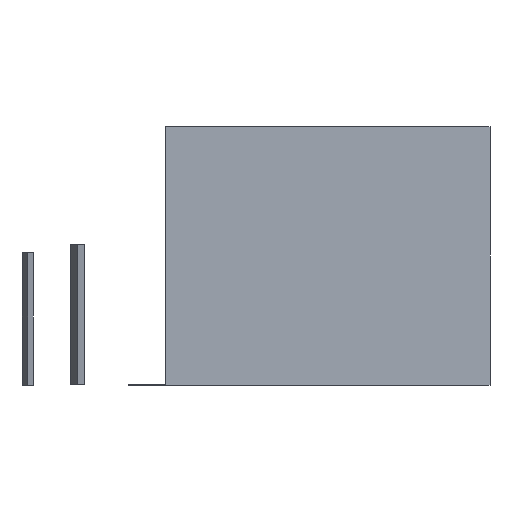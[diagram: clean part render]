
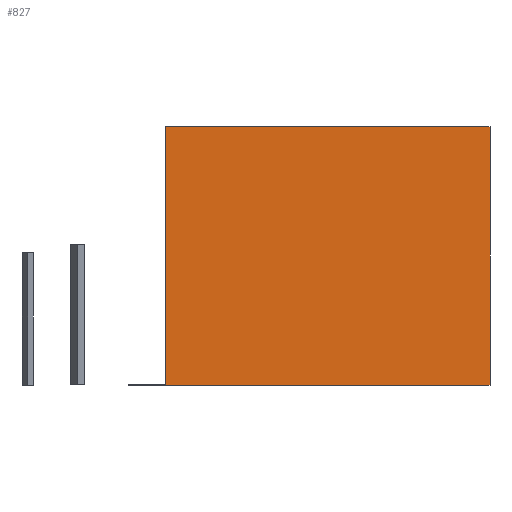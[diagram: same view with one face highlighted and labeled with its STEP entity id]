
A CAD part, front view. The second image highlights one B-rep face of the part: STEP entity #827.
In plain terms, the highlighted planar face has unit normal (0, -1, 0).
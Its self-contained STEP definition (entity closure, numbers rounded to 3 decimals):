
#67=FACE_OUTER_BOUND('',#120,.T.);
#120=EDGE_LOOP('',(#710,#711,#712,#713,#714,#715));
#191=LINE('',#1238,#298);
#201=LINE('',#1255,#308);
#208=LINE('',#1270,#315);
#212=LINE('',#1281,#319);
#215=LINE('',#1287,#322);
#219=LINE('',#1294,#326);
#298=VECTOR('',#1008,10.);
#308=VECTOR('',#1022,10.);
#315=VECTOR('',#1035,10.);
#319=VECTOR('',#1051,10.);
#322=VECTOR('',#1056,10.);
#326=VECTOR('',#1064,10.);
#390=VERTEX_POINT('',#1234);
#392=VERTEX_POINT('',#1237);
#397=VERTEX_POINT('',#1253);
#401=VERTEX_POINT('',#1267);
#402=VERTEX_POINT('',#1269);
#405=VERTEX_POINT('',#1285);
#482=EDGE_CURVE('',#392,#390,#191,.T.);
#492=EDGE_CURVE('',#390,#397,#201,.T.);
#499=EDGE_CURVE('',#402,#401,#208,.T.);
#504=EDGE_CURVE('',#392,#401,#212,.T.);
#507=EDGE_CURVE('',#405,#397,#215,.T.);
#511=EDGE_CURVE('',#405,#402,#219,.T.);
#710=ORIENTED_EDGE('',*,*,#511,.T.);
#711=ORIENTED_EDGE('',*,*,#499,.T.);
#712=ORIENTED_EDGE('',*,*,#504,.F.);
#713=ORIENTED_EDGE('',*,*,#482,.T.);
#714=ORIENTED_EDGE('',*,*,#492,.T.);
#715=ORIENTED_EDGE('',*,*,#507,.F.);
#783=PLANE('',#891);
#827=ADVANCED_FACE('',(#67),#783,.T.);
#891=AXIS2_PLACEMENT_3D('',#1296,#1067,#1068);
#1008=DIRECTION('',(0.,0.,-1.));
#1022=DIRECTION('',(-1.,0.,0.));
#1035=DIRECTION('',(0.,0.,1.));
#1051=DIRECTION('',(1.,0.,0.));
#1056=DIRECTION('',(0.,0.,1.));
#1064=DIRECTION('',(1.,0.,0.));
#1067=DIRECTION('center_axis',(0.,-1.,0.));
#1068=DIRECTION('ref_axis',(1.,0.,0.));
#1234=CARTESIAN_POINT('',(5.,0.,0.1));
#1237=CARTESIAN_POINT('',(5.,0.,35.1));
#1238=CARTESIAN_POINT('',(5.,0.,0.05));
#1253=CARTESIAN_POINT('',(0.,0.,0.1));
#1255=CARTESIAN_POINT('',(0.,0.,0.1));
#1267=CARTESIAN_POINT('',(49.,0.,35.1));
#1269=CARTESIAN_POINT('',(49.,0.,0.));
#1270=CARTESIAN_POINT('',(49.,0.,0.));
#1281=CARTESIAN_POINT('',(0.,0.,35.1));
#1285=CARTESIAN_POINT('',(0.,0.,0.));
#1287=CARTESIAN_POINT('',(0.,0.,0.));
#1294=CARTESIAN_POINT('',(0.,0.,0.));
#1296=CARTESIAN_POINT('Origin',(0.,0.,0.));
